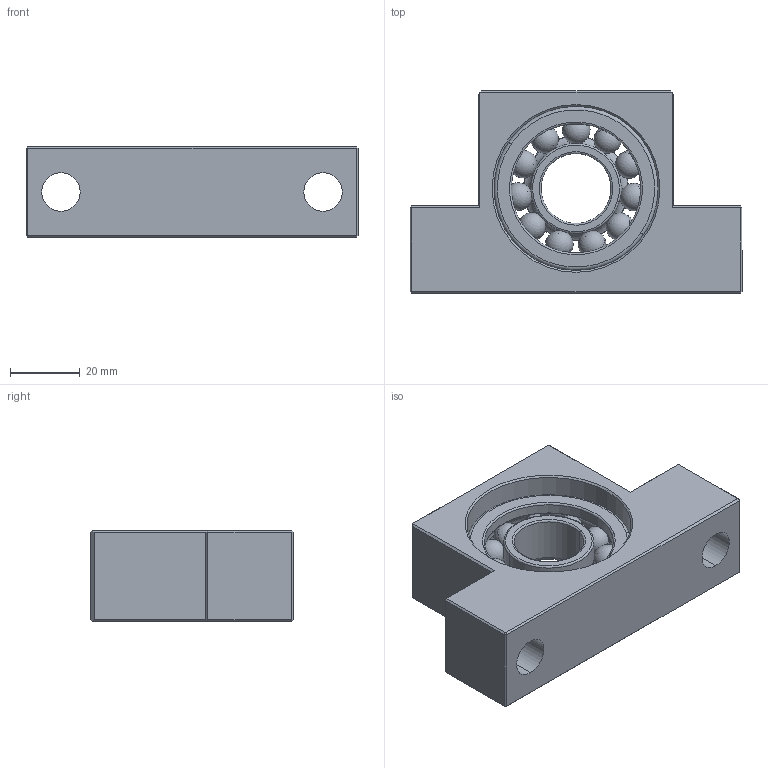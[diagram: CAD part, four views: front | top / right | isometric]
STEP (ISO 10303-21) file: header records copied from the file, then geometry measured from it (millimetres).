
FILE_DESCRIPTION (( 'STEP AP203' ), '1' );
FILE_NAME ('EF20²Õ¦X¥ó.STEP', '2011-09-29T05:16:14', ( '' ), ( '' ), 'SwSTEP 2.0', 'SolidWorks 2011', '' );
FILE_SCHEMA (( 'CONFIG_CONTROL_DESIGN' ));
Length unit declared in the file: millimetre
Products named in the file (1): EF20組合件
Bounding box: 95 x 58 x 26 mm (x, y, z)
Surface area: 25608.5 mm2 (no closed solid volume)
Topology: 0 solids, 14 shells, 118 faces, 281 edges, 169 vertices
Faces by surface type: plane 44, torus 30, sphere 22, cylinder 16, cone 6
Entity records: 3030 total; most frequent: DIRECTION 586, CARTESIAN_POINT 481, ORIENTED_EDGE 444, AXIS2_PLACEMENT_3D 241, EDGE_CURVE 226, VERTEX_POINT 136, EDGE_LOOP 128, CIRCLE 122
